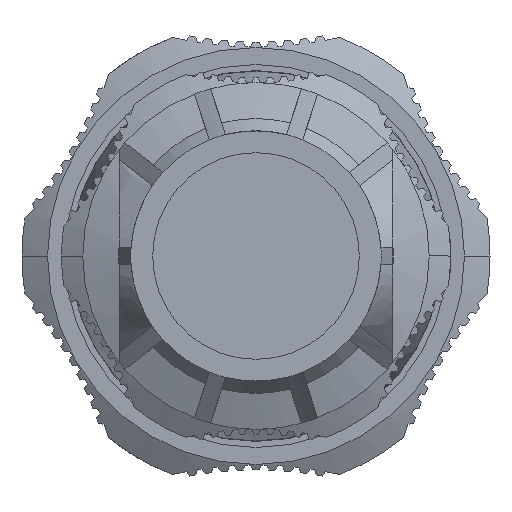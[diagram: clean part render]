
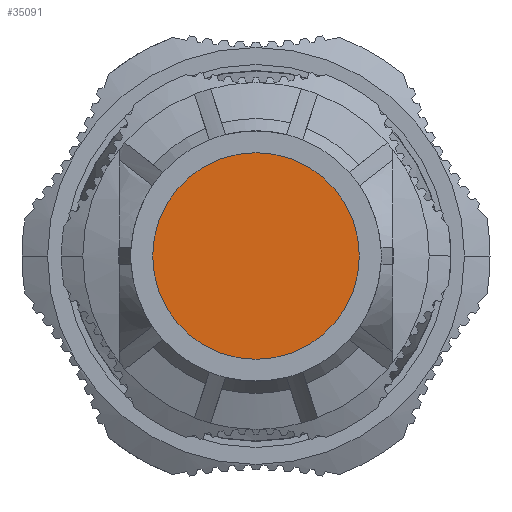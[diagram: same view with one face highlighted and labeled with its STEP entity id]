
A CAD part, front view. The second image highlights one B-rep face of the part: STEP entity #35091.
In plain terms, the highlighted planar face has unit normal (0, -1, 0).
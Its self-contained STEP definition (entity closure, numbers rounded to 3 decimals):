
#15768=CARTESIAN_POINT('',(0.,-36.967,0.));
#15769=DIRECTION('',(0.,1.,0.));
#15770=DIRECTION('',(-1.,0.,0.));
#15771=AXIS2_PLACEMENT_3D('',#15768,#15769,#15770);
#15773=CARTESIAN_POINT('',(0.,-36.967,0.));
#15774=DIRECTION('',(0.,1.,0.));
#15775=DIRECTION('',(1.,0.,0.));
#15776=AXIS2_PLACEMENT_3D('',#15773,#15774,#15775);
#16662=CARTESIAN_POINT('',(-10.063,-36.967,0.));
#16663=CARTESIAN_POINT('',(10.063,-36.967,0.));
#16664=VERTEX_POINT('',#16662);
#16665=VERTEX_POINT('',#16663);
#35081=CARTESIAN_POINT('',(0.,-36.967,0.));
#35082=DIRECTION('',(0.,1.,0.));
#35083=DIRECTION('',(0.,0.,-1.));
#35084=AXIS2_PLACEMENT_3D('',#35081,#35082,#35083);
#35085=PLANE('',#35084);
#35086=ORIENTED_EDGE('',*,*,#35071,.T.);
#35088=ORIENTED_EDGE('',*,*,#35087,.T.);
#35089=EDGE_LOOP('',(#35086,#35088));
#35090=FACE_OUTER_BOUND('',#35089,.F.);
#15772=CIRCLE('',#15771,10.063);
#15777=CIRCLE('',#15776,10.063);
#35071=EDGE_CURVE('',#16664,#16665,#15772,.T.);
#35087=EDGE_CURVE('',#16665,#16664,#15777,.T.);
#35091=ADVANCED_FACE('',(#35090),#35085,.F.);
